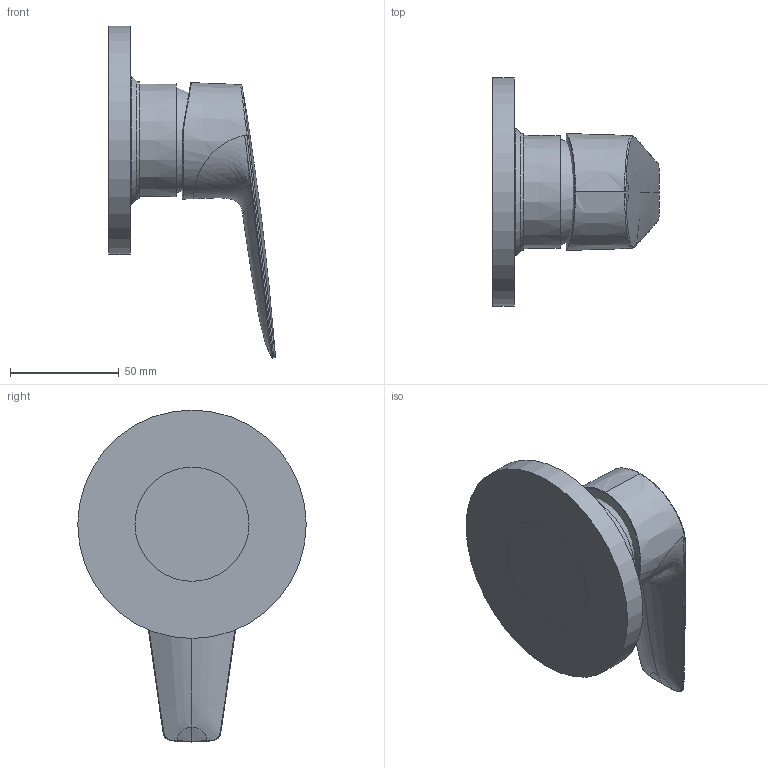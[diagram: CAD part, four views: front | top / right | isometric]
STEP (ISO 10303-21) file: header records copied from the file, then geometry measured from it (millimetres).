
FILE_DESCRIPTION(/* description */ ('Unknown'),/* implementation_level */ '2;1');
FILE_NAME(/* name */ '29040001',/* time_stamp */ '2022-09-01T09:59:42+02:00',/* author */ ('Unknown'),/* organization */ ('GROHE AG'),/* preprocessor_version */ 'ST-DEVELOPER v16.7',/* originating_system */ 'DEX',/* authorisation */ $);
FILE_SCHEMA (('AUTOMOTIVE_DESIGN {1 0 10303 214 3 1 1}'));
Length unit declared in the file: millimetre
Products named in the file (5): 29040001; 29040001_0; 29040001_1; 29040001_2
Assembly tree (4 placements, depth 2):
  29040001
    29040001
    29040001_0
    29040001_1
    29040001_2
Bounding box: 76.61 x 105 x 152.55 mm (x, y, z)
Volume: 258206.7 mm3; surface area: 58908.1 mm2
Topology: 4 solids, 5 shells, 64 faces, 131 edges, 74 vertices
Faces by surface type: bspline 37, plane 14, cylinder 5, torus 4, cone 2, sphere 2
Full cylindrical faces by diameter (mm): 55 x1, 64.5 x1, 105 x1
Entity records: 6161 total; most frequent: CARTESIAN_POINT 5057, ORIENTED_EDGE 226, DIRECTION 121, EDGE_CURVE 113, B_SPLINE_CURVE_WITH_KNOTS 81, EDGE_LOOP 78, FACE_BOUND 78, VERTEX_POINT 73
